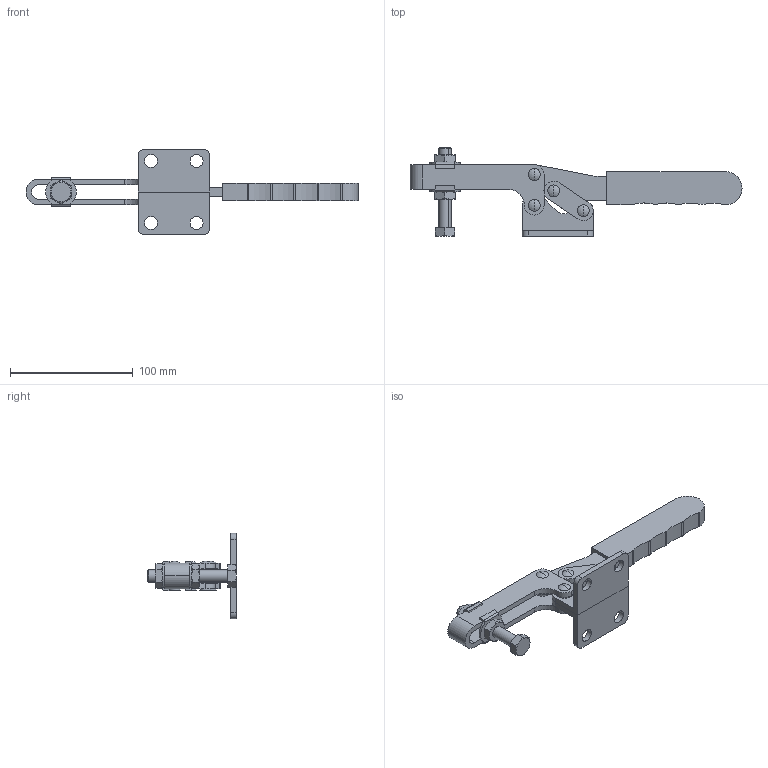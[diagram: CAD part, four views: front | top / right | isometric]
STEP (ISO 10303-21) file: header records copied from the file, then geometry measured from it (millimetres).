
FILE_DESCRIPTION (( 'STEP AP214' ), '1' );
FILE_NAME ('GH-21384(Â²¤Æ).STEP', '2020-07-15T07:39:19', ( 'LinWei' ), ( '' ), 'SwSTEP 2.0', 'SolidWorks 2016', '' );
FILE_SCHEMA (( 'AUTOMOTIVE_DESIGN' ));
Length unit declared in the file: millimetre
Products named in the file (6): Group5^GH-21384(簡化); Group4^GH-21384(簡化); Group3^GH-21384(簡化); Group2^GH-21384(簡化); Group1^GH-21384(簡化); GH-21384(簡化)
Assembly tree (5 placements, depth 2):
  GH-21384(簡化)
    Group1^GH-21384(簡化)
    Group2^GH-21384(簡化)
    Group3^GH-21384(簡化)
    Group4^GH-21384(簡化)
    Group5^GH-21384(簡化)
Bounding box: 270 x 71.85 x 69.5 mm (x, y, z)
Volume: 110857.6 mm3; surface area: 50020.3 mm2
Topology: 4 solids, 8 shells, 278 faces, 668 edges, 428 vertices
Faces by surface type: cylinder 118, plane 112, cone 40, sphere 8
Entity records: 9522 total; most frequent: CARTESIAN_POINT 1727, DIRECTION 1463, ORIENTED_EDGE 1336, EDGE_CURVE 668, AXIS2_PLACEMENT_3D 568, VERTEX_POINT 428, VECTOR 327, LINE 327
